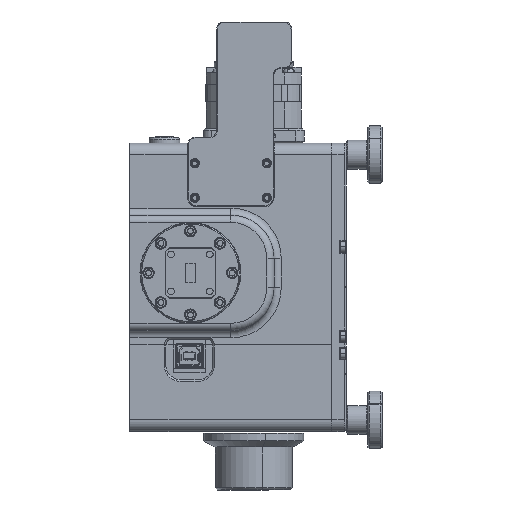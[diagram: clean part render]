
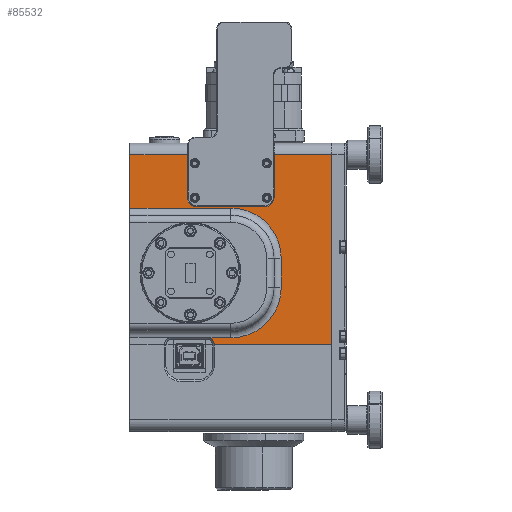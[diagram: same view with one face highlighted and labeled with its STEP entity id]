
A CAD part, left-side view. The second image highlights one B-rep face of the part: STEP entity #85532.
In plain terms, the highlighted planar face has unit normal (-1, 0, 0).
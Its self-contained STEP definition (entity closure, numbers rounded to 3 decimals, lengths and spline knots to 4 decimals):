
#813 = VERTEX_POINT ( 'NONE', #12129 ) ;
#2330 = DIRECTION ( 'NONE',  ( 0., 1., 0. ) ) ;
#3334 = CARTESIAN_POINT ( 'NONE',  ( -1.75, 2., -1.625 ) ) ;
#3608 = VERTEX_POINT ( 'NONE', #22535 ) ;
#3845 = VECTOR ( 'NONE', #11623, 39.3701 ) ;
#4225 = EDGE_CURVE ( 'NONE', #48423, #27913, #69552, .T. ) ;
#5410 = VERTEX_POINT ( 'NONE', #94313 ) ;
#5419 = DIRECTION ( 'NONE',  ( 1., 0., 0. ) ) ;
#5692 = EDGE_CURVE ( 'NONE', #3608, #30221, #58819, .T. ) ;
#6337 = DIRECTION ( 'NONE',  ( 0., -1., 0. ) ) ;
#6593 = CARTESIAN_POINT ( 'NONE',  ( -1.75, 1.25, 1.75 ) ) ;
#8035 = VECTOR ( 'NONE', #48966, 39.3701 ) ;
#8684 = CIRCLE ( 'NONE', #20815, 0.15 ) ;
#9181 = DIRECTION ( 'NONE',  ( 1., 0., 0. ) ) ;
#9821 = VERTEX_POINT ( 'NONE', #19779 ) ;
#10674 = DIRECTION ( 'NONE',  ( 0., 0., 1. ) ) ;
#11623 = DIRECTION ( 'NONE',  ( 0., 1., 0. ) ) ;
#12129 = CARTESIAN_POINT ( 'NONE',  ( -1.75, 2., 0.625 ) ) ;
#13039 = PLANE ( 'NONE',  #41350 ) ;
#13471 = LINE ( 'NONE', #79803, #64214 ) ;
#15804 = EDGE_CURVE ( 'NONE', #23467, #56711, #65834, .T. ) ;
#17284 = EDGE_CURVE ( 'NONE', #56711, #34420, #63403, .T. ) ;
#17720 = AXIS2_PLACEMENT_3D ( 'NONE', #93705, #44095, #28351 ) ;
#19498 = DIRECTION ( 'NONE',  ( 0., 0., -1. ) ) ;
#19779 = CARTESIAN_POINT ( 'NONE',  ( -1.75, 1.125, -0.25 ) ) ;
#19851 = CARTESIAN_POINT ( 'NONE',  ( -1.75, 3.75, 0.625 ) ) ;
#20195 = LINE ( 'NONE', #70287, #36567 ) ;
#20810 = LINE ( 'NONE', #19851, #42036 ) ;
#20815 = AXIS2_PLACEMENT_3D ( 'NONE', #52137, #9181, #81221 ) ;
#21145 = VECTOR ( 'NONE', #2330, 39.3701 ) ;
#22457 = EDGE_CURVE ( 'NONE', #30221, #34722, #13471, .T. ) ;
#22535 = CARTESIAN_POINT ( 'NONE',  ( -1.75, 2.3793, -1.625 ) ) ;
#23467 = VERTEX_POINT ( 'NONE', #38026 ) ;
#23978 = CARTESIAN_POINT ( 'NONE',  ( -1.75, 1.25, 0.8 ) ) ;
#25124 = LINE ( 'NONE', #78069, #8035 ) ;
#26689 = CARTESIAN_POINT ( 'NONE',  ( -1.75, 3.75, -1.625 ) ) ;
#26862 = DIRECTION ( 'NONE',  ( 0., 0., -1. ) ) ;
#27558 = DIRECTION ( 'NONE',  ( 0., 0., -1. ) ) ;
#27913 = VERTEX_POINT ( 'NONE', #3334 ) ;
#27939 = CARTESIAN_POINT ( 'NONE',  ( -1.75, 3.75, 0.625 ) ) ;
#27987 = CARTESIAN_POINT ( 'NONE',  ( -1.75, 1.125, -0.75 ) ) ;
#28351 = DIRECTION ( 'NONE',  ( 0., 0., -1. ) ) ;
#29564 = DIRECTION ( 'NONE',  ( 0., 1., 0. ) ) ;
#30221 = VERTEX_POINT ( 'NONE', #38276 ) ;
#31100 = ORIENTED_EDGE ( 'NONE', *, *, #17284, .T. ) ;
#31470 = AXIS2_PLACEMENT_3D ( 'NONE', #71024, #42847, #27558 ) ;
#32214 = ORIENTED_EDGE ( 'NONE', *, *, #76579, .F. ) ;
#34420 = VERTEX_POINT ( 'NONE', #23978 ) ;
#34624 = ORIENTED_EDGE ( 'NONE', *, *, #61871, .T. ) ;
#34722 = VERTEX_POINT ( 'NONE', #37256 ) ;
#34933 = ORIENTED_EDGE ( 'NONE', *, *, #42716, .F. ) ;
#35157 = LINE ( 'NONE', #93331, #48262 ) ;
#35352 = DIRECTION ( 'NONE',  ( 0., 0., -1. ) ) ;
#36043 = CARTESIAN_POINT ( 'NONE',  ( -1.75, 2., -0.25 ) ) ;
#36567 = VECTOR ( 'NONE', #10674, 39.3701 ) ;
#36918 = AXIS2_PLACEMENT_3D ( 'NONE', #36043, #86139, #79930 ) ;
#37151 = CARTESIAN_POINT ( 'NONE',  ( -1.75, 2.6, 0.8 ) ) ;
#37256 = CARTESIAN_POINT ( 'NONE',  ( -1.75, 0.25, -1.75 ) ) ;
#38026 = CARTESIAN_POINT ( 'NONE',  ( -1.75, 0.25, 1.55 ) ) ;
#38276 = CARTESIAN_POINT ( 'NONE',  ( -1.75, 2.285, -1.75 ) ) ;
#39547 = EDGE_LOOP ( 'NONE', ( #52235, #45651, #87140, #32214, #60145, #31100, #73467, #77168, #86775, #49334, #68137, #34933, #34624, #61810, #43443, #48343 ) ) ;
#40001 = CARTESIAN_POINT ( 'NONE',  ( -1.75, 1.4, 0.65 ) ) ;
#41350 = AXIS2_PLACEMENT_3D ( 'NONE', #63630, #5419, #26862 ) ;
#42036 = VECTOR ( 'NONE', #72312, 39.3701 ) ;
#42048 = LINE ( 'NONE', #71150, #93402 ) ;
#42716 = EDGE_CURVE ( 'NONE', #57322, #5410, #25124, .T. ) ;
#42847 = DIRECTION ( 'NONE',  ( 1., 0., 0. ) ) ;
#43238 = EDGE_CURVE ( 'NONE', #9821, #48423, #42048, .T. ) ;
#43443 = ORIENTED_EDGE ( 'NONE', *, *, #43238, .T. ) ;
#44095 = DIRECTION ( 'NONE',  ( 1., 0., 0. ) ) ;
#44221 = VERTEX_POINT ( 'NONE', #77226 ) ;
#44557 = CIRCLE ( 'NONE', #36918, 0.875 ) ;
#44765 = VECTOR ( 'NONE', #29564, 39.3701 ) ;
#45651 = ORIENTED_EDGE ( 'NONE', *, *, #5692, .T. ) ;
#48262 = VECTOR ( 'NONE', #93793, 39.3701 ) ;
#48343 = ORIENTED_EDGE ( 'NONE', *, *, #4225, .T. ) ;
#48423 = VERTEX_POINT ( 'NONE', #27987 ) ;
#48503 = VERTEX_POINT ( 'NONE', #56634 ) ;
#48966 = DIRECTION ( 'NONE',  ( 0., 0., 1. ) ) ;
#49334 = ORIENTED_EDGE ( 'NONE', *, *, #81135, .T. ) ;
#49623 = DIRECTION ( 'NONE',  ( 0., 1., 0. ) ) ;
#49671 = VERTEX_POINT ( 'NONE', #66858 ) ;
#51009 = DIRECTION ( 'NONE',  ( 0., 0., -1. ) ) ;
#52137 = CARTESIAN_POINT ( 'NONE',  ( -1.75, 1.4, 0.8 ) ) ;
#52235 = ORIENTED_EDGE ( 'NONE', *, *, #87145, .T. ) ;
#52440 = CARTESIAN_POINT ( 'NONE',  ( -1.75, 2.75, 0.65 ) ) ;
#54587 = LINE ( 'NONE', #77925, #3845 ) ;
#56634 = CARTESIAN_POINT ( 'NONE',  ( -1.75, 2.75, 1.55 ) ) ;
#56711 = VERTEX_POINT ( 'NONE', #84850 ) ;
#57222 = LINE ( 'NONE', #26689, #70569 ) ;
#57322 = VERTEX_POINT ( 'NONE', #27939 ) ;
#58819 = CIRCLE ( 'NONE', #17720, 0.13 ) ;
#60145 = ORIENTED_EDGE ( 'NONE', *, *, #15804, .T. ) ;
#60988 = LINE ( 'NONE', #52440, #21145 ) ;
#61227 = AXIS2_PLACEMENT_3D ( 'NONE', #37151, #72914, #51009 ) ;
#61810 = ORIENTED_EDGE ( 'NONE', *, *, #85208, .T. ) ;
#61871 = EDGE_CURVE ( 'NONE', #57322, #813, #20810, .T. ) ;
#63403 = LINE ( 'NONE', #6593, #81184 ) ;
#63630 = CARTESIAN_POINT ( 'NONE',  ( -1.75, 3.75, 1.75 ) ) ;
#64214 = VECTOR ( 'NONE', #6337, 39.3701 ) ;
#65834 = LINE ( 'NONE', #73932, #44765 ) ;
#66858 = CARTESIAN_POINT ( 'NONE',  ( -1.75, 2.6, 0.65 ) ) ;
#68137 = ORIENTED_EDGE ( 'NONE', *, *, #71602, .T. ) ;
#69552 = CIRCLE ( 'NONE', #31470, 0.875 ) ;
#70287 = CARTESIAN_POINT ( 'NONE',  ( -1.75, 2.75, 1.75 ) ) ;
#70569 = VECTOR ( 'NONE', #49623, 39.3701 ) ;
#71024 = CARTESIAN_POINT ( 'NONE',  ( -1.75, 2., -0.75 ) ) ;
#71150 = CARTESIAN_POINT ( 'NONE',  ( -1.75, 1.125, 1.75 ) ) ;
#71255 = FACE_OUTER_BOUND ( 'NONE', #39547, .T. ) ;
#71602 = EDGE_CURVE ( 'NONE', #48503, #5410, #54587, .T. ) ;
#72312 = DIRECTION ( 'NONE',  ( 0., -1., 0. ) ) ;
#72914 = DIRECTION ( 'NONE',  ( 1., 0., 0. ) ) ;
#73080 = EDGE_CURVE ( 'NONE', #34420, #87505, #8684, .T. ) ;
#73467 = ORIENTED_EDGE ( 'NONE', *, *, #73080, .T. ) ;
#73932 = CARTESIAN_POINT ( 'NONE',  ( -1.75, 3.75, 1.55 ) ) ;
#76579 = EDGE_CURVE ( 'NONE', #23467, #34722, #35157, .T. ) ;
#77168 = ORIENTED_EDGE ( 'NONE', *, *, #93839, .T. ) ;
#77226 = CARTESIAN_POINT ( 'NONE',  ( -1.75, 2.75, 0.8 ) ) ;
#77925 = CARTESIAN_POINT ( 'NONE',  ( -1.75, 3.75, 1.55 ) ) ;
#78069 = CARTESIAN_POINT ( 'NONE',  ( -1.75, 3.75, 1.75 ) ) ;
#79803 = CARTESIAN_POINT ( 'NONE',  ( -1.75, 3.75, -1.75 ) ) ;
#79930 = DIRECTION ( 'NONE',  ( 0., 0., -1. ) ) ;
#81135 = EDGE_CURVE ( 'NONE', #44221, #48503, #20195, .T. ) ;
#81184 = VECTOR ( 'NONE', #19498, 39.3701 ) ;
#81221 = DIRECTION ( 'NONE',  ( 0., 0., -1. ) ) ;
#84850 = CARTESIAN_POINT ( 'NONE',  ( -1.75, 1.25, 1.55 ) ) ;
#85208 = EDGE_CURVE ( 'NONE', #813, #9821, #44557, .T. ) ;
#85532 = ADVANCED_FACE ( 'NONE', ( #71255 ), #13039, .F. ) ;
#85595 = CIRCLE ( 'NONE', #61227, 0.15 ) ;
#86002 = EDGE_CURVE ( 'NONE', #49671, #44221, #85595, .T. ) ;
#86139 = DIRECTION ( 'NONE',  ( 1., 0., 0. ) ) ;
#86775 = ORIENTED_EDGE ( 'NONE', *, *, #86002, .T. ) ;
#87140 = ORIENTED_EDGE ( 'NONE', *, *, #22457, .T. ) ;
#87145 = EDGE_CURVE ( 'NONE', #27913, #3608, #57222, .T. ) ;
#87505 = VERTEX_POINT ( 'NONE', #40001 ) ;
#93331 = CARTESIAN_POINT ( 'NONE',  ( -1.75, 0.25, -1.75 ) ) ;
#93402 = VECTOR ( 'NONE', #35352, 39.3701 ) ;
#93705 = CARTESIAN_POINT ( 'NONE',  ( -1.75, 2.415, -1.75 ) ) ;
#93793 = DIRECTION ( 'NONE',  ( 0., 0., -1. ) ) ;
#93839 = EDGE_CURVE ( 'NONE', #87505, #49671, #60988, .T. ) ;
#94313 = CARTESIAN_POINT ( 'NONE',  ( -1.75, 3.75, 1.55 ) ) ;
